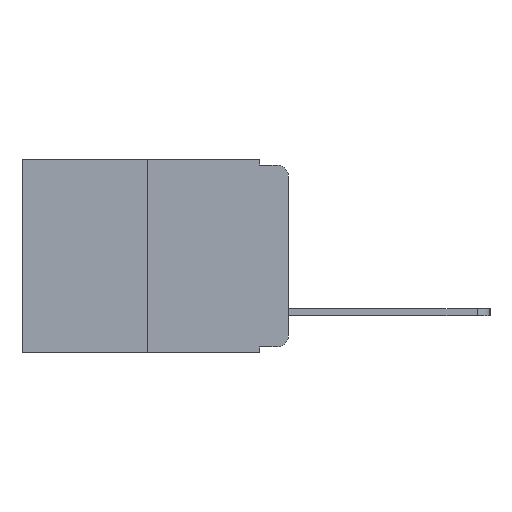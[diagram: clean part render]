
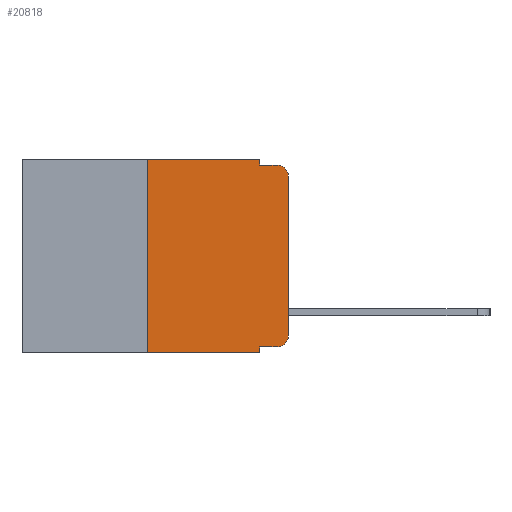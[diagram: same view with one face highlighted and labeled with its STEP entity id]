
A CAD part, left-side view. The second image highlights one B-rep face of the part: STEP entity #20818.
In plain terms, the highlighted planar face has unit normal (-1, 0, 0).
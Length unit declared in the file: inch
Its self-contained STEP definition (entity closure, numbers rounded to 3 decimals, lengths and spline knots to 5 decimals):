
#189 = CARTESIAN_POINT ( 'NONE',  ( 0., 0.051, 0. ) ) ;
#206 = LINE ( 'NONE', #20733, #12789 ) ;
#363 = VERTEX_POINT ( 'NONE', #17830 ) ;
#394 = EDGE_CURVE ( 'NONE', #20906, #11169, #4763, .T. ) ;
#490 = ORIENTED_EDGE ( 'NONE', *, *, #10777, .T. ) ;
#491 = CARTESIAN_POINT ( 'NONE',  ( 0., 0.25, 0. ) ) ;
#570 = DIRECTION ( 'NONE',  ( 1., 0., 0. ) ) ;
#714 = CARTESIAN_POINT ( 'NONE',  ( 0., 0., -0.03 ) ) ;
#1600 = EDGE_CURVE ( 'NONE', #363, #20906, #10429, .T. ) ;
#1682 = CARTESIAN_POINT ( 'NONE',  ( 0., 0.051, -0.01 ) ) ;
#1980 = DIRECTION ( 'NONE',  ( 0., 0., -1. ) ) ;
#2377 = VERTEX_POINT ( 'NONE', #6348 ) ;
#2416 = CARTESIAN_POINT ( 'NONE',  ( 0., 0.051, -0.01 ) ) ;
#2534 = LINE ( 'NONE', #1682, #19204 ) ;
#3982 = CARTESIAN_POINT ( 'NONE',  ( 0., 0.051, 0. ) ) ;
#4273 = DIRECTION ( 'NONE',  ( 0., -1., 0. ) ) ;
#4394 = CARTESIAN_POINT ( 'NONE',  ( 0., 0.051, 0. ) ) ;
#4586 = DIRECTION ( 'NONE',  ( -1., 0., 0. ) ) ;
#4596 = VERTEX_POINT ( 'NONE', #12942 ) ;
#4763 = CIRCLE ( 'NONE', #6938, 0.02 ) ;
#4970 = VECTOR ( 'NONE', #13026, 39.37008 ) ;
#5014 = CARTESIAN_POINT ( 'NONE',  ( 0., 0., 0. ) ) ;
#5307 = ORIENTED_EDGE ( 'NONE', *, *, #9288, .F. ) ;
#5612 = ORIENTED_EDGE ( 'NONE', *, *, #18331, .F. ) ;
#6050 = DIRECTION ( 'NONE',  ( 0., 0., -1. ) ) ;
#6329 = VECTOR ( 'NONE', #4273, 39.37008 ) ;
#6348 = CARTESIAN_POINT ( 'NONE',  ( 0., 0.25, -0.343 ) ) ;
#6386 = DIRECTION ( 'NONE',  ( 0., 0., 1. ) ) ;
#6938 = AXIS2_PLACEMENT_3D ( 'NONE', #13881, #18296, #17898 ) ;
#7401 = VECTOR ( 'NONE', #6050, 39.37008 ) ;
#7646 = VERTEX_POINT ( 'NONE', #491 ) ;
#7756 = AXIS2_PLACEMENT_3D ( 'NONE', #8912, #570, #12051 ) ;
#7924 = LINE ( 'NONE', #4394, #7401 ) ;
#8557 = VERTEX_POINT ( 'NONE', #2416 ) ;
#8697 = EDGE_CURVE ( 'NONE', #15448, #363, #9592, .T. ) ;
#8912 = CARTESIAN_POINT ( 'NONE',  ( 0., 0.473, 0. ) ) ;
#9187 = AXIS2_PLACEMENT_3D ( 'NONE', #14136, #4586, #15805 ) ;
#9260 = EDGE_CURVE ( 'NONE', #2377, #4596, #14769, .T. ) ;
#9288 = EDGE_CURVE ( 'NONE', #7646, #12886, #10067, .T. ) ;
#9592 = CIRCLE ( 'NONE', #9187, 0.02 ) ;
#9595 = ORIENTED_EDGE ( 'NONE', *, *, #15048, .F. ) ;
#10017 = CARTESIAN_POINT ( 'NONE',  ( 0., 0.051, -0.333 ) ) ;
#10067 = LINE ( 'NONE', #12293, #18093 ) ;
#10429 = LINE ( 'NONE', #5014, #14171 ) ;
#10553 = FACE_OUTER_BOUND ( 'NONE', #13251, .T. ) ;
#10777 = EDGE_CURVE ( 'NONE', #15171, #15448, #13427, .T. ) ;
#11169 = VERTEX_POINT ( 'NONE', #20101 ) ;
#11463 = DIRECTION ( 'NONE',  ( 0., -1., 0. ) ) ;
#11545 = ORIENTED_EDGE ( 'NONE', *, *, #8697, .T. ) ;
#11828 = EDGE_CURVE ( 'NONE', #15171, #4596, #19207, .T. ) ;
#12051 = DIRECTION ( 'NONE',  ( 0., 0., -1. ) ) ;
#12293 = CARTESIAN_POINT ( 'NONE',  ( 0., 0.473, 0. ) ) ;
#12789 = VECTOR ( 'NONE', #6386, 39.37008 ) ;
#12886 = VERTEX_POINT ( 'NONE', #3982 ) ;
#12942 = CARTESIAN_POINT ( 'NONE',  ( 0., 0.051, -0.343 ) ) ;
#13026 = DIRECTION ( 'NONE',  ( 0., -1., 0. ) ) ;
#13251 = EDGE_LOOP ( 'NONE', ( #14811, #20578, #5612, #20297, #5307, #9595, #13744, #18599, #490, #11545 ) ) ;
#13427 = LINE ( 'NONE', #20999, #4970 ) ;
#13744 = ORIENTED_EDGE ( 'NONE', *, *, #9260, .T. ) ;
#13813 = DIRECTION ( 'NONE',  ( 0., 0., 1. ) ) ;
#13881 = CARTESIAN_POINT ( 'NONE',  ( 0., 0.02, -0.03 ) ) ;
#13896 = DIRECTION ( 'NONE',  ( 0., -1., 0. ) ) ;
#14136 = CARTESIAN_POINT ( 'NONE',  ( 0., 0.02, -0.313 ) ) ;
#14171 = VECTOR ( 'NONE', #13813, 39.37008 ) ;
#14769 = LINE ( 'NONE', #15490, #6329 ) ;
#14811 = ORIENTED_EDGE ( 'NONE', *, *, #1600, .T. ) ;
#14909 = VECTOR ( 'NONE', #1980, 39.37008 ) ;
#15048 = EDGE_CURVE ( 'NONE', #2377, #7646, #206, .T. ) ;
#15171 = VERTEX_POINT ( 'NONE', #10017 ) ;
#15448 = VERTEX_POINT ( 'NONE', #15722 ) ;
#15490 = CARTESIAN_POINT ( 'NONE',  ( 0., 0.473, -0.343 ) ) ;
#15722 = CARTESIAN_POINT ( 'NONE',  ( 0., 0.02, -0.333 ) ) ;
#15805 = DIRECTION ( 'NONE',  ( 0., 0., -1. ) ) ;
#17252 = EDGE_CURVE ( 'NONE', #12886, #8557, #7924, .T. ) ;
#17830 = CARTESIAN_POINT ( 'NONE',  ( 0., 0., -0.313 ) ) ;
#17898 = DIRECTION ( 'NONE',  ( 0., 0., -1. ) ) ;
#18093 = VECTOR ( 'NONE', #13896, 39.37008 ) ;
#18296 = DIRECTION ( 'NONE',  ( -1., 0., 0. ) ) ;
#18331 = EDGE_CURVE ( 'NONE', #8557, #11169, #2534, .T. ) ;
#18498 = PLANE ( 'NONE',  #7756 ) ;
#18599 = ORIENTED_EDGE ( 'NONE', *, *, #11828, .F. ) ;
#19204 = VECTOR ( 'NONE', #11463, 39.37008 ) ;
#19207 = LINE ( 'NONE', #189, #14909 ) ;
#20101 = CARTESIAN_POINT ( 'NONE',  ( 0., 0.02, -0.01 ) ) ;
#20297 = ORIENTED_EDGE ( 'NONE', *, *, #17252, .F. ) ;
#20578 = ORIENTED_EDGE ( 'NONE', *, *, #394, .T. ) ;
#20733 = CARTESIAN_POINT ( 'NONE',  ( 0., 0.25, 0. ) ) ;
#20818 = ADVANCED_FACE ( 'NONE', ( #10553 ), #18498, .F. ) ;
#20906 = VERTEX_POINT ( 'NONE', #714 ) ;
#20999 = CARTESIAN_POINT ( 'NONE',  ( 0., 0.051, -0.333 ) ) ;
